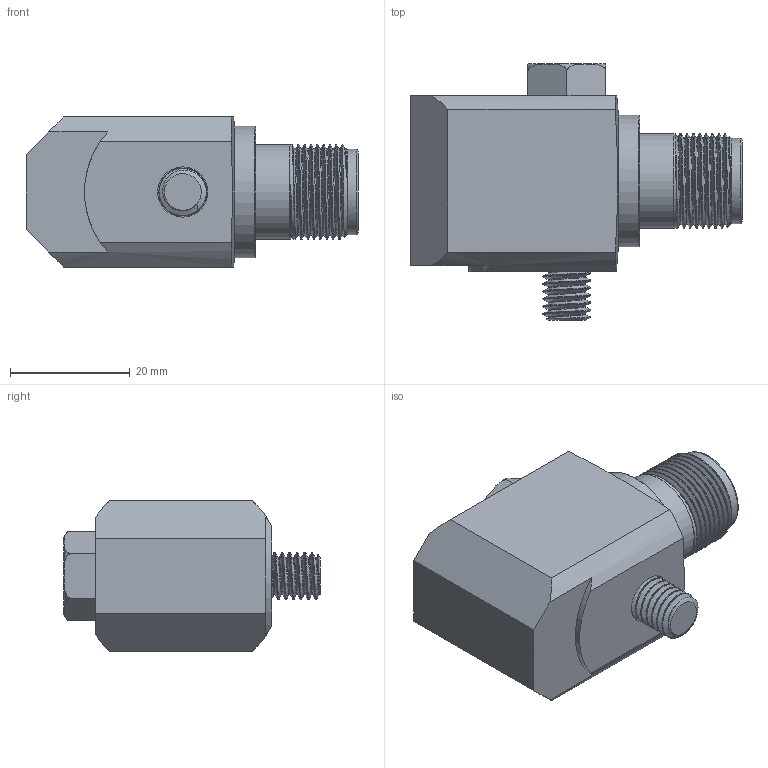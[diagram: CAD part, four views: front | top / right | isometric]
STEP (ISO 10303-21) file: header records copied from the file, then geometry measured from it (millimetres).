
FILE_DESCRIPTION(/* description */ (''),/* implementation_level */ '2;1');
FILE_NAME(/* name */ 'MASTER_TA_M8_SIDE-EXIT_3PIN.stp',/* time_stamp */ '2017-04-26T17:22:35-04:00',/* author */ ('aneininger'),/* organization */ (''),/* preprocessor_version */ 'ST-DEVELOPER v16.5',/* originating_system */ 'Autodesk Inventor 2017',/* authorisation */ '');
FILE_SCHEMA (('AUTOMOTIVE_DESIGN { 1 0 10303 214 3 1 1 }'));
Length unit declared in the file: inch
Products named in the file (3): MASTER_TA_M8_SIDE-EXIT_3PIN_STEP; MASTER_TA_M8_SIDE-EXIT_3PIN; ACP32088
Assembly tree (2 placements, depth 2):
  MASTER_TA_M8_SIDE-EXIT_3PIN_STEP
    MASTER_TA_M8_SIDE-EXIT_3PIN
    ACP32088
Bounding box: 55.55 x 42.89 x 25.15 mm (x, y, z)
Volume: 27413.5 mm3; surface area: 9080.9 mm2
Topology: 3 solids, 3 shells, 149 faces, 363 edges, 239 vertices
Faces by surface type: plane 69, bspline 49, cylinder 21, cone 6, torus 4
Full cylindrical faces by diameter (mm): 1.587 x3, 4.064 x3, 6.274 x1, 6.655 x1, 8.407 x1, 11.684 x1, 14.275 x1, 15.875 x1, 15.9 x1, 22.047 x1
Entity records: 12975 total; most frequent: CARTESIAN_POINT 9745, ORIENTED_EDGE 652, DIRECTION 473, EDGE_CURVE 324, VERTEX_POINT 224, EDGE_LOOP 192, AXIS2_PLACEMENT_3D 160, LINE 153
